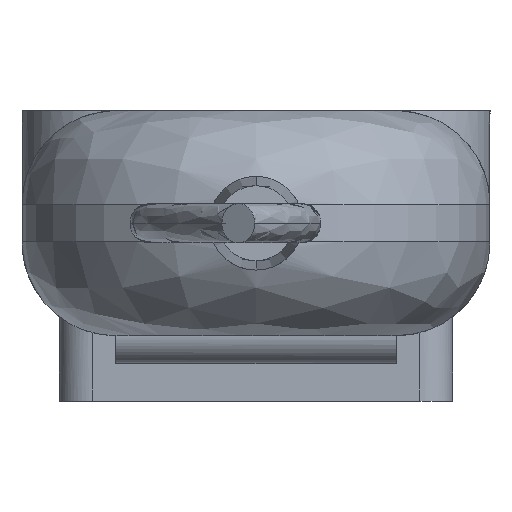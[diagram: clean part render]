
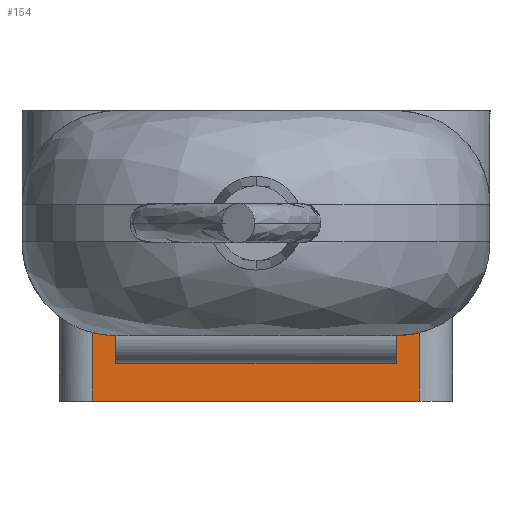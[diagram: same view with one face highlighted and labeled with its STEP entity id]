
A CAD part, front view. The second image highlights one B-rep face of the part: STEP entity #154.
In plain terms, the highlighted planar face has unit normal (0, -1, 0).
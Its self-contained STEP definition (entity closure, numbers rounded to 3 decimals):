
#94 = CARTESIAN_POINT ( 'NONE',  ( 17.5, 63., -7. ) ) ;
#117 = CARTESIAN_POINT ( 'NONE',  ( -17.5, 63., 0.318 ) ) ;
#120 = CARTESIAN_POINT ( 'NONE',  ( 16.684, 63., 0.107 ) ) ;
#142 = CARTESIAN_POINT ( 'NONE',  ( 0., 63., -7. ) ) ;
#154 = ADVANCED_FACE ( 'NONE', ( #960 ), #2094, .T. ) ;
#188 = CARTESIAN_POINT ( 'NONE',  ( -15., 63., 0. ) ) ;
#226 = EDGE_CURVE ( 'NONE', #1803, #2738, #3047, .T. ) ;
#230 = CARTESIAN_POINT ( 'NONE',  ( -15.842, 63., 0. ) ) ;
#237 = ORIENTED_EDGE ( 'NONE', *, *, #226, .T. ) ;
#321 = DIRECTION ( 'NONE',  ( 0., 0., -1. ) ) ;
#374 = CARTESIAN_POINT ( 'NONE',  ( -17.5, 63., 0. ) ) ;
#375 = CARTESIAN_POINT ( 'NONE',  ( 15.842, 63., 0. ) ) ;
#423 = AXIS2_PLACEMENT_3D ( 'NONE', #1843, #2855, #321 ) ;
#562 = DIRECTION ( 'NONE',  ( 0., 0., -1. ) ) ;
#632 = CARTESIAN_POINT ( 'NONE',  ( 17.5, 63., 0.318 ) ) ;
#673 = CARTESIAN_POINT ( 'NONE',  ( 17.5, 63., 0.318 ) ) ;
#721 = VERTEX_POINT ( 'NONE', #1699 ) ;
#726 = CARTESIAN_POINT ( 'NONE',  ( 15., 63., 0. ) ) ;
#906 = DIRECTION ( 'NONE',  ( 0., 0., -1. ) ) ;
#912 = VECTOR ( 'NONE', #906, 1000. ) ;
#925 = DIRECTION ( 'NONE',  ( 1., 0., 0. ) ) ;
#960 = FACE_OUTER_BOUND ( 'NONE', #1557, .T. ) ;
#974 = B_SPLINE_CURVE_WITH_KNOTS ( 'NONE', 3,
 ( #1728, #2988, #230, #1737 ),
 .UNSPECIFIED., .F., .F.,
 ( 4, 4 ),
 ( 0., 1. ),
 .UNSPECIFIED. ) ;
#1021 = EDGE_CURVE ( 'NONE', #2542, #721, #2967, .T. ) ;
#1033 = LINE ( 'NONE', #726, #1825 ) ;
#1036 = LINE ( 'NONE', #374, #2257 ) ;
#1188 = EDGE_CURVE ( 'NONE', #1803, #2626, #1036, .T. ) ;
#1202 = VERTEX_POINT ( 'NONE', #673 ) ;
#1231 = VECTOR ( 'NONE', #925, 1000. ) ;
#1281 = ORIENTED_EDGE ( 'NONE', *, *, #2203, .F. ) ;
#1296 = EDGE_CURVE ( 'NONE', #1202, #2738, #1864, .T. ) ;
#1557 = EDGE_LOOP ( 'NONE', ( #1642, #3058, #1684, #2341, #2108, #237, #2781, #1281 ) ) ;
#1642 = ORIENTED_EDGE ( 'NONE', *, *, #2053, .T. ) ;
#1684 = ORIENTED_EDGE ( 'NONE', *, *, #1021, .T. ) ;
#1699 = CARTESIAN_POINT ( 'NONE',  ( -15., 63., 0. ) ) ;
#1728 = CARTESIAN_POINT ( 'NONE',  ( -17.5, 63., 0.318 ) ) ;
#1737 = CARTESIAN_POINT ( 'NONE',  ( -15., 63., 0. ) ) ;
#1795 = CARTESIAN_POINT ( 'NONE',  ( -17.5, 63., -7. ) ) ;
#1803 = VERTEX_POINT ( 'NONE', #1795 ) ;
#1820 = VECTOR ( 'NONE', #2841, 1000. ) ;
#1825 = VECTOR ( 'NONE', #562, 1000. ) ;
#1843 = CARTESIAN_POINT ( 'NONE',  ( -17.5, 63., 0. ) ) ;
#1861 = DIRECTION ( 'NONE',  ( 0., 0., 1. ) ) ;
#1864 = LINE ( 'NONE', #1906, #912 ) ;
#1906 = CARTESIAN_POINT ( 'NONE',  ( 17.5, 63., 0. ) ) ;
#1969 = DIRECTION ( 'NONE',  ( 0., 0., 1. ) ) ;
#2053 = EDGE_CURVE ( 'NONE', #2856, #2780, #1033, .T. ) ;
#2094 = PLANE ( 'NONE',  #423 ) ;
#2108 = ORIENTED_EDGE ( 'NONE', *, *, #1188, .F. ) ;
#2165 = CARTESIAN_POINT ( 'NONE',  ( 15., 63., 0. ) ) ;
#2203 = EDGE_CURVE ( 'NONE', #2856, #1202, #3207, .T. ) ;
#2257 = VECTOR ( 'NONE', #1861, 1000. ) ;
#2318 = CARTESIAN_POINT ( 'NONE',  ( -15., 63., -3. ) ) ;
#2341 = ORIENTED_EDGE ( 'NONE', *, *, #2948, .F. ) ;
#2423 = VECTOR ( 'NONE', #1969, 1000. ) ;
#2441 = CARTESIAN_POINT ( 'NONE',  ( 15., 63., 0. ) ) ;
#2542 = VERTEX_POINT ( 'NONE', #2318 ) ;
#2590 = CARTESIAN_POINT ( 'NONE',  ( -17.5, 63., -3. ) ) ;
#2626 = VERTEX_POINT ( 'NONE', #117 ) ;
#2738 = VERTEX_POINT ( 'NONE', #94 ) ;
#2780 = VERTEX_POINT ( 'NONE', #3152 ) ;
#2781 = ORIENTED_EDGE ( 'NONE', *, *, #1296, .F. ) ;
#2841 = DIRECTION ( 'NONE',  ( -1., 0., 0. ) ) ;
#2855 = DIRECTION ( 'NONE',  ( 0., -1., 0. ) ) ;
#2856 = VERTEX_POINT ( 'NONE', #2441 ) ;
#2948 = EDGE_CURVE ( 'NONE', #2626, #721, #974, .T. ) ;
#2967 = LINE ( 'NONE', #188, #2423 ) ;
#2988 = CARTESIAN_POINT ( 'NONE',  ( -16.684, 63., 0.107 ) ) ;
#3047 = LINE ( 'NONE', #142, #1231 ) ;
#3058 = ORIENTED_EDGE ( 'NONE', *, *, #3153, .T. ) ;
#3152 = CARTESIAN_POINT ( 'NONE',  ( 15., 63., -3. ) ) ;
#3153 = EDGE_CURVE ( 'NONE', #2780, #2542, #3195, .T. ) ;
#3195 = LINE ( 'NONE', #2590, #1820 ) ;
#3207 = B_SPLINE_CURVE_WITH_KNOTS ( 'NONE', 3,
 ( #2165, #375, #120, #632 ),
 .UNSPECIFIED., .F., .F.,
 ( 4, 4 ),
 ( 0., 1. ),
 .UNSPECIFIED. ) ;
